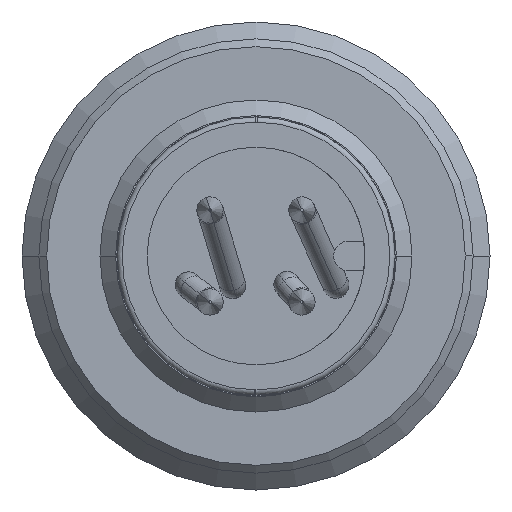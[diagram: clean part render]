
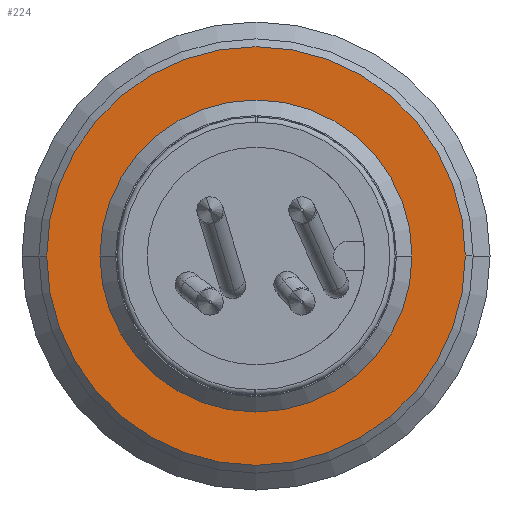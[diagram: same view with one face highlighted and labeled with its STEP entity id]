
A CAD part, left-side view. The second image highlights one B-rep face of the part: STEP entity #224.
In plain terms, the highlighted planar face has unit normal (-1, 0, 0).
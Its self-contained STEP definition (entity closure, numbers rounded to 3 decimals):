
#224=ADVANCED_FACE('',(#641,#642),#643,.F.);
#641=FACE_OUTER_BOUND('',#1221,.T.);
#642=FACE_BOUND('',#1222,.T.);
#643=PLANE('',#1223);
#1221=EDGE_LOOP('',(#2491,#2492));
#1222=EDGE_LOOP('',(#2493,#2494));
#1223=AXIS2_PLACEMENT_3D('',#2495,#2496,#2497);
#2491=ORIENTED_EDGE('',*,*,#3879,.T.);
#2492=ORIENTED_EDGE('',*,*,#3880,.T.);
#2493=ORIENTED_EDGE('',*,*,#3877,.T.);
#2494=ORIENTED_EDGE('',*,*,#3870,.F.);
#2495=CARTESIAN_POINT('',(-53.9,0.0,0.0));
#2496=DIRECTION('',(1.0,0.0,0.0));
#2497=DIRECTION('',(0.0,1.0,-0.0));
#3870=EDGE_CURVE('',#4647,#4649,#4650,.T.);
#3877=EDGE_CURVE('',#4647,#4649,#4659,.T.);
#3879=EDGE_CURVE('',#4661,#4662,#4663,.T.);
#3880=EDGE_CURVE('',#4662,#4661,#4664,.T.);
#4647=VERTEX_POINT('',#5769);
#4649=VERTEX_POINT('',#5772);
#4650=CIRCLE('',#5773,5.35);
#4659=CIRCLE('',#5799,5.35);
#4661=VERTEX_POINT('',#5815);
#4662=VERTEX_POINT('',#5816);
#4663=CIRCLE('',#5817,8.05);
#4664=CIRCLE('',#5818,8.05);
#5769=CARTESIAN_POINT('',(-53.9,-5.35,0.0));
#5772=CARTESIAN_POINT('',(-53.9,5.35,0.0));
#5773=AXIS2_PLACEMENT_3D('',#7342,#7343,#7344);
#5799=AXIS2_PLACEMENT_3D('',#7354,#7355,#7356);
#5815=CARTESIAN_POINT('',(-53.9,8.05,0.));
#5816=CARTESIAN_POINT('',(-53.9,-8.05,0.0));
#5817=AXIS2_PLACEMENT_3D('',#7357,#7358,#7359);
#5818=AXIS2_PLACEMENT_3D('',#7360,#7361,#7362);
#7342=CARTESIAN_POINT('',(-53.9,0.0,0.0));
#7343=DIRECTION('',(-1.0,0.0,0.0));
#7344=DIRECTION('',(0.0,-1.0,0.0));
#7354=CARTESIAN_POINT('',(-53.9,0.0,0.0));
#7355=DIRECTION('',(1.0,0.0,0.0));
#7356=DIRECTION('',(0.0,-1.0,0.0));
#7357=CARTESIAN_POINT('',(-53.9,0.,0.0));
#7358=DIRECTION('',(-1.0,0.0,0.0));
#7359=DIRECTION('',(0.0,1.0,0.0));
#7360=CARTESIAN_POINT('',(-53.9,0.,0.));
#7361=DIRECTION('',(-1.0,0.0,0.0));
#7362=DIRECTION('',(0.0,-1.0,0.0));
